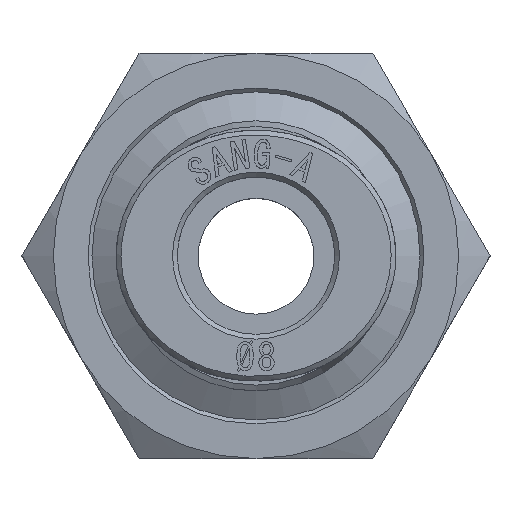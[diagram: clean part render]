
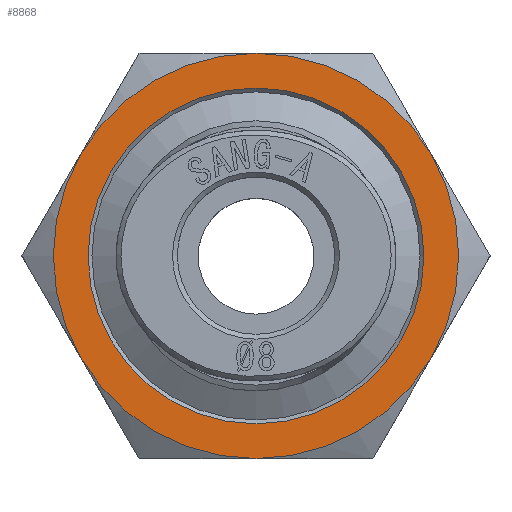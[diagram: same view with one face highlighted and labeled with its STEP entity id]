
A CAD part, top view. The second image highlights one B-rep face of the part: STEP entity #8868.
In plain terms, the highlighted planar face has unit normal (0, 0, 1).
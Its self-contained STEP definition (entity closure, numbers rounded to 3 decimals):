
#8792=CARTESIAN_POINT('',(8.7,0.,5.0));
#8793=VERTEX_POINT('',#8792);
#8794=CARTESIAN_POINT('',(0.0,0.0,5.0));
#8795=DIRECTION('',(0.0,0.0,1.0));
#8796=DIRECTION('',(-1.0,0.0,0.0));
#8797=AXIS2_PLACEMENT_3D('',#8794,#8795,#8796);
#8798=CIRCLE('',#8797,8.7);
#8799=EDGE_CURVE('',#8793,#8793,#8798,.T.);
#8804=CARTESIAN_POINT('',(0.0,0.,5.0));
#8805=DIRECTION('',(0.0,0.0,1.0));
#8806=DIRECTION('',(1.0,0.0,0.0));
#8807=AXIS2_PLACEMENT_3D('',#8804,#8805,#8806);
#8808=PLANE('',#8807);
#8809=CARTESIAN_POINT('',(9.093,-5.25,5.0));
#8810=VERTEX_POINT('',#8809);
#8811=CARTESIAN_POINT('',(9.093,5.25,5.0));
#8812=VERTEX_POINT('',#8811);
#8813=CARTESIAN_POINT('',(0.0,0.0,5.0));
#8814=DIRECTION('',(0.0,0.0,1.0));
#8815=DIRECTION('',(-1.0,0.0,0.0));
#8816=AXIS2_PLACEMENT_3D('',#8813,#8814,#8815);
#8817=CIRCLE('',#8816,10.5);
#8818=EDGE_CURVE('',#8810,#8812,#8817,.T.);
#8819=ORIENTED_EDGE('',*,*,#8818,.T.);
#8820=CARTESIAN_POINT('',(0.,10.5,5.0));
#8821=VERTEX_POINT('',#8820);
#8822=CARTESIAN_POINT('',(0.0,0.0,5.0));
#8823=DIRECTION('',(0.0,0.0,1.0));
#8824=DIRECTION('',(-1.0,0.0,0.0));
#8825=AXIS2_PLACEMENT_3D('',#8822,#8823,#8824);
#8826=CIRCLE('',#8825,10.5);
#8827=EDGE_CURVE('',#8812,#8821,#8826,.T.);
#8828=ORIENTED_EDGE('',*,*,#8827,.T.);
#8829=CARTESIAN_POINT('',(-9.093,5.25,5.0));
#8830=VERTEX_POINT('',#8829);
#8831=CARTESIAN_POINT('',(0.0,0.0,5.0));
#8832=DIRECTION('',(0.0,0.0,1.0));
#8833=DIRECTION('',(-1.0,0.0,0.0));
#8834=AXIS2_PLACEMENT_3D('',#8831,#8832,#8833);
#8835=CIRCLE('',#8834,10.5);
#8836=EDGE_CURVE('',#8821,#8830,#8835,.T.);
#8837=ORIENTED_EDGE('',*,*,#8836,.T.);
#8838=CARTESIAN_POINT('',(-9.093,-5.25,5.0));
#8839=VERTEX_POINT('',#8838);
#8840=CARTESIAN_POINT('',(0.0,0.0,5.0));
#8841=DIRECTION('',(0.0,0.0,1.0));
#8842=DIRECTION('',(-1.0,0.0,0.0));
#8843=AXIS2_PLACEMENT_3D('',#8840,#8841,#8842);
#8844=CIRCLE('',#8843,10.5);
#8845=EDGE_CURVE('',#8830,#8839,#8844,.T.);
#8846=ORIENTED_EDGE('',*,*,#8845,.T.);
#8847=CARTESIAN_POINT('',(0.0,-10.5,5.0));
#8848=VERTEX_POINT('',#8847);
#8849=CARTESIAN_POINT('',(0.0,0.0,5.0));
#8850=DIRECTION('',(0.0,0.0,1.0));
#8851=DIRECTION('',(-1.0,0.0,0.0));
#8852=AXIS2_PLACEMENT_3D('',#8849,#8850,#8851);
#8853=CIRCLE('',#8852,10.5);
#8854=EDGE_CURVE('',#8839,#8848,#8853,.T.);
#8855=ORIENTED_EDGE('',*,*,#8854,.T.);
#8856=CARTESIAN_POINT('',(0.0,0.0,5.0));
#8857=DIRECTION('',(0.0,0.0,1.0));
#8858=DIRECTION('',(-1.0,0.0,0.0));
#8859=AXIS2_PLACEMENT_3D('',#8856,#8857,#8858);
#8860=CIRCLE('',#8859,10.5);
#8861=EDGE_CURVE('',#8848,#8810,#8860,.T.);
#8862=ORIENTED_EDGE('',*,*,#8861,.T.);
#8863=EDGE_LOOP('',(#8819,#8828,#8837,#8846,#8855,#8862));
#8864=FACE_OUTER_BOUND('',#8863,.T.);
#8865=ORIENTED_EDGE('',*,*,#8799,.F.);
#8866=EDGE_LOOP('',(#8865));
#8867=FACE_BOUND('',#8866,.T.);
#8868=ADVANCED_FACE('',(#8864,#8867),#8808,.T.);
